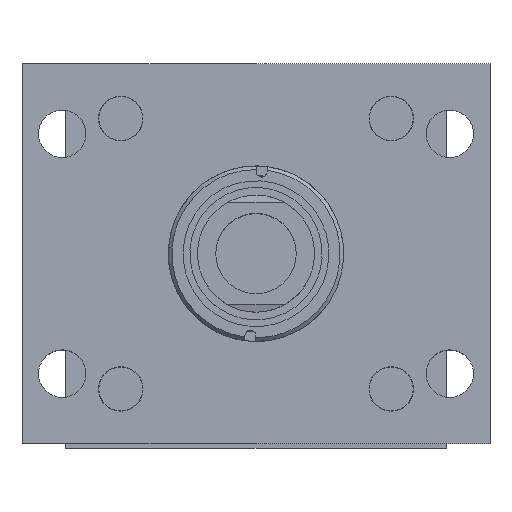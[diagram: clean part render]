
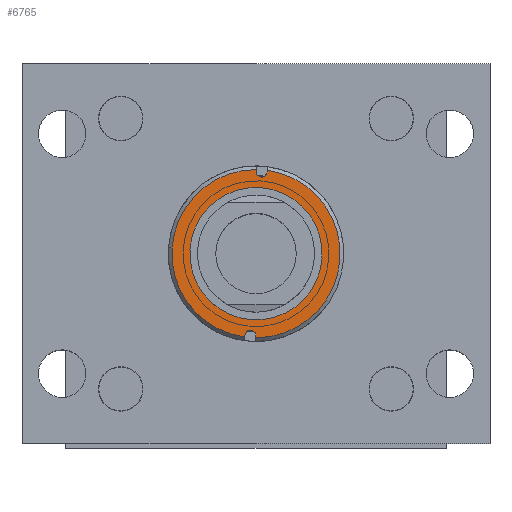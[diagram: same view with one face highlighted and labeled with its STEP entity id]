
A CAD part, top view. The second image highlights one B-rep face of the part: STEP entity #6765.
In plain terms, the highlighted planar face has unit normal (0, 0, 1).
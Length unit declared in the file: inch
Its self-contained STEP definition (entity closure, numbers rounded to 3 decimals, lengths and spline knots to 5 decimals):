
#154 = CARTESIAN_POINT ( 'NONE',  ( 18.11607, 42.4197, -2.93519 ) ) ;
#204 = VERTEX_POINT ( 'NONE', #1140 ) ;
#411 = CARTESIAN_POINT ( 'NONE',  ( 20.37814, 42.4197, -2.93519 ) ) ;
#497 = ORIENTED_EDGE ( 'NONE', *, *, #9199, .F. ) ;
#616 = CARTESIAN_POINT ( 'NONE',  ( 19.2471, 43.55073, -2.93519 ) ) ;
#667 = EDGE_CURVE ( 'NONE', #5912, #10148, #1261, .T. ) ;
#686 = EDGE_CURVE ( 'NONE', #5912, #6529, #10052, .T. ) ;
#867 = DIRECTION ( 'NONE',  ( 0., 0., 1. ) ) ;
#881 = CARTESIAN_POINT ( 'NONE',  ( 19.2471, 42.4197, -2.93519 ) ) ;
#1088 = EDGE_LOOP ( 'NONE', ( #3746, #2977, #4127, #497, #3180, #3815, #9563, #10482, #10103 ) ) ;
#1130 = DIRECTION ( 'NONE',  ( 0., 0., -1. ) ) ;
#1140 = CARTESIAN_POINT ( 'NONE',  ( 19.1531, 40.98477, -2.93519 ) ) ;
#1144 = VERTEX_POINT ( 'NONE', #9454 ) ;
#1173 = CIRCLE ( 'NONE', #1911, 1.13104 ) ;
#1261 = CIRCLE ( 'NONE', #7442, 0.094 ) ;
#1282 = AXIS2_PLACEMENT_3D ( 'NONE', #5230, #4254, #10338 ) ;
#1486 = DIRECTION ( 'NONE',  ( 1., 0., 0. ) ) ;
#1543 = AXIS2_PLACEMENT_3D ( 'NONE', #4121, #3287, #8442 ) ;
#1572 = VERTEX_POINT ( 'NONE', #2141 ) ;
#1746 = ORIENTED_EDGE ( 'NONE', *, *, #7065, .T. ) ;
#1766 = DIRECTION ( 'NONE',  ( 0., 0., -1. ) ) ;
#1911 = AXIS2_PLACEMENT_3D ( 'NONE', #7194, #5547, #8939 ) ;
#2141 = CARTESIAN_POINT ( 'NONE',  ( 17.8091, 42.4197, -2.93519 ) ) ;
#2193 = EDGE_CURVE ( 'NONE', #10148, #204, #11098, .T. ) ;
#2372 = LINE ( 'NONE', #10994, #7929 ) ;
#2662 = CARTESIAN_POINT ( 'NONE',  ( 19.1531, 43.85462, -2.93519 ) ) ;
#2699 = CARTESIAN_POINT ( 'NONE',  ( 19.2471, 41.0137, -2.93519 ) ) ;
#2748 = CARTESIAN_POINT ( 'NONE',  ( 19.1531, 43.55073, -2.93519 ) ) ;
#2818 = DIRECTION ( 'NONE',  ( 0., -1., 0. ) ) ;
#2977 = ORIENTED_EDGE ( 'NONE', *, *, #686, .T. ) ;
#3057 = FACE_OUTER_BOUND ( 'NONE', #1088, .T. ) ;
#3180 = ORIENTED_EDGE ( 'NONE', *, *, #8223, .F. ) ;
#3185 = CIRCLE ( 'NONE', #1282, 0.094 ) ;
#3198 = CARTESIAN_POINT ( 'NONE',  ( 19.1531, 43.8257, -2.93519 ) ) ;
#3287 = DIRECTION ( 'NONE',  ( 0., 0., -1. ) ) ;
#3316 = VERTEX_POINT ( 'NONE', #3198 ) ;
#3746 = ORIENTED_EDGE ( 'NONE', *, *, #667, .F. ) ;
#3815 = ORIENTED_EDGE ( 'NONE', *, *, #5982, .T. ) ;
#4017 = EDGE_CURVE ( 'NONE', #1572, #10841, #6769, .T. ) ;
#4121 = CARTESIAN_POINT ( 'NONE',  ( 19.2471, 42.4197, -2.93519 ) ) ;
#4127 = ORIENTED_EDGE ( 'NONE', *, *, #5657, .F. ) ;
#4254 = DIRECTION ( 'NONE',  ( 0., 0., 1. ) ) ;
#4858 = VERTEX_POINT ( 'NONE', #154 ) ;
#4911 = DIRECTION ( 'NONE',  ( 0., 1., 0. ) ) ;
#5230 = CARTESIAN_POINT ( 'NONE',  ( 19.2471, 43.8257, -2.93519 ) ) ;
#5300 = DIRECTION ( 'NONE',  ( -1., 0., 0. ) ) ;
#5547 = DIRECTION ( 'NONE',  ( 0., 0., -1. ) ) ;
#5657 = EDGE_CURVE ( 'NONE', #1144, #6529, #6893, .T. ) ;
#5789 = PLANE ( 'NONE',  #8507 ) ;
#5912 = VERTEX_POINT ( 'NONE', #9527 ) ;
#5924 = LINE ( 'NONE', #8964, #10384 ) ;
#5982 = EDGE_CURVE ( 'NONE', #3316, #10841, #5924, .T. ) ;
#6018 = CARTESIAN_POINT ( 'NONE',  ( 19.3411, 43.55073, -2.93519 ) ) ;
#6129 = VECTOR ( 'NONE', #7835, 39.37008 ) ;
#6184 = EDGE_CURVE ( 'NONE', #4858, #9752, #7416, .T. ) ;
#6376 = AXIS2_PLACEMENT_3D ( 'NONE', #7392, #8264, #8152 ) ;
#6529 = VERTEX_POINT ( 'NONE', #10062 ) ;
#6668 = DIRECTION ( 'NONE',  ( 0., 0., 1. ) ) ;
#6750 = EDGE_CURVE ( 'NONE', #204, #1572, #7668, .T. ) ;
#6765 = ADVANCED_FACE ( 'NONE', ( #3057, #7812 ), #5789, .T. ) ;
#6769 = CIRCLE ( 'NONE', #6376, 1.438 ) ;
#6893 = CIRCLE ( 'NONE', #7325, 1.438 ) ;
#7065 = EDGE_CURVE ( 'NONE', #9752, #4858, #1173, .T. ) ;
#7194 = CARTESIAN_POINT ( 'NONE',  ( 19.2471, 42.4197, -2.93519 ) ) ;
#7325 = AXIS2_PLACEMENT_3D ( 'NONE', #9789, #1130, #8053 ) ;
#7392 = CARTESIAN_POINT ( 'NONE',  ( 19.2471, 42.4197, -2.93519 ) ) ;
#7416 = CIRCLE ( 'NONE', #10501, 1.13104 ) ;
#7442 = AXIS2_PLACEMENT_3D ( 'NONE', #2699, #867, #10395 ) ;
#7668 = CIRCLE ( 'NONE', #1543, 1.438 ) ;
#7812 = FACE_BOUND ( 'NONE', #9528, .T. ) ;
#7835 = DIRECTION ( 'NONE',  ( 0., -1., 0. ) ) ;
#7929 = VECTOR ( 'NONE', #4911, 39.37008 ) ;
#8044 = DIRECTION ( 'NONE',  ( 0., 1., 0. ) ) ;
#8053 = DIRECTION ( 'NONE',  ( -1., 0., 0. ) ) ;
#8152 = DIRECTION ( 'NONE',  ( -1., 0., 0. ) ) ;
#8222 = CARTESIAN_POINT ( 'NONE',  ( 19.3411, 43.8257, -2.93519 ) ) ;
#8223 = EDGE_CURVE ( 'NONE', #3316, #10367, #3185, .T. ) ;
#8264 = DIRECTION ( 'NONE',  ( 0., 0., -1. ) ) ;
#8442 = DIRECTION ( 'NONE',  ( -1., 0., 0. ) ) ;
#8507 = AXIS2_PLACEMENT_3D ( 'NONE', #616, #6668, #1486 ) ;
#8822 = VECTOR ( 'NONE', #2818, 39.37008 ) ;
#8939 = DIRECTION ( 'NONE',  ( -1., 0., 0. ) ) ;
#8964 = CARTESIAN_POINT ( 'NONE',  ( 19.1531, 43.55073, -2.93519 ) ) ;
#9199 = EDGE_CURVE ( 'NONE', #10367, #1144, #2372, .T. ) ;
#9454 = CARTESIAN_POINT ( 'NONE',  ( 19.3411, 43.85462, -2.93519 ) ) ;
#9527 = CARTESIAN_POINT ( 'NONE',  ( 19.3411, 41.0137, -2.93519 ) ) ;
#9528 = EDGE_LOOP ( 'NONE', ( #9905, #1746 ) ) ;
#9563 = ORIENTED_EDGE ( 'NONE', *, *, #4017, .F. ) ;
#9752 = VERTEX_POINT ( 'NONE', #411 ) ;
#9789 = CARTESIAN_POINT ( 'NONE',  ( 19.2471, 42.4197, -2.93519 ) ) ;
#9905 = ORIENTED_EDGE ( 'NONE', *, *, #6184, .T. ) ;
#10052 = LINE ( 'NONE', #6018, #6129 ) ;
#10062 = CARTESIAN_POINT ( 'NONE',  ( 19.3411, 40.98477, -2.93519 ) ) ;
#10103 = ORIENTED_EDGE ( 'NONE', *, *, #2193, .F. ) ;
#10148 = VERTEX_POINT ( 'NONE', #10404 ) ;
#10338 = DIRECTION ( 'NONE',  ( 1., 0., 0. ) ) ;
#10367 = VERTEX_POINT ( 'NONE', #8222 ) ;
#10384 = VECTOR ( 'NONE', #8044, 39.37008 ) ;
#10395 = DIRECTION ( 'NONE',  ( 1., 0., 0. ) ) ;
#10404 = CARTESIAN_POINT ( 'NONE',  ( 19.1531, 41.0137, -2.93519 ) ) ;
#10482 = ORIENTED_EDGE ( 'NONE', *, *, #6750, .F. ) ;
#10501 = AXIS2_PLACEMENT_3D ( 'NONE', #881, #1766, #5300 ) ;
#10841 = VERTEX_POINT ( 'NONE', #2662 ) ;
#10994 = CARTESIAN_POINT ( 'NONE',  ( 19.3411, 43.55073, -2.93519 ) ) ;
#11098 = LINE ( 'NONE', #2748, #8822 ) ;
